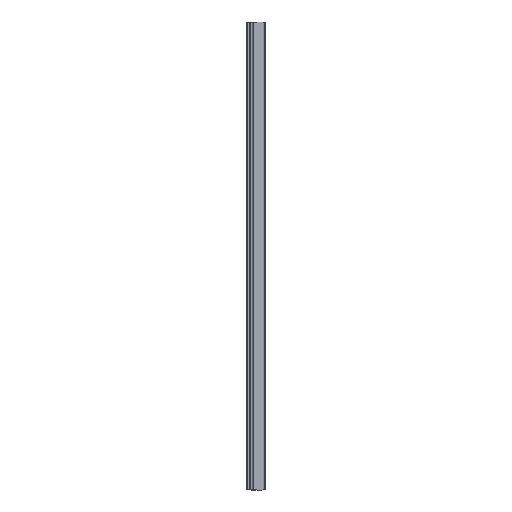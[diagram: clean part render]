
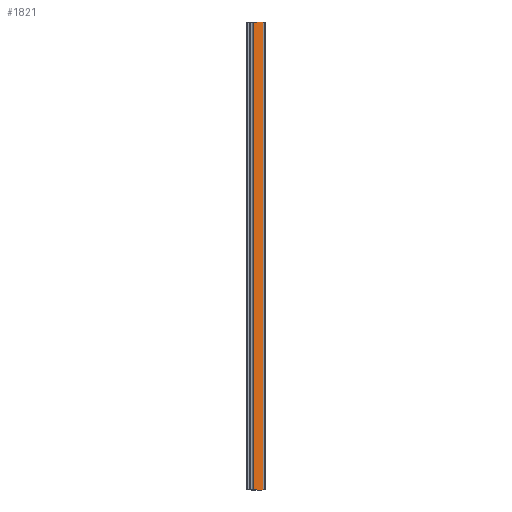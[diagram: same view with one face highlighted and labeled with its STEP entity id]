
A CAD part, top view. The second image highlights one B-rep face of the part: STEP entity #1821.
In plain terms, the highlighted free-form (B-spline) face has degree [1, 1] with [2, 2] control points.
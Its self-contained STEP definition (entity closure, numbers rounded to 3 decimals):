
#66=CARTESIAN_POINT('',(2.955,0.0,14.313));
#67=VERTEX_POINT('',#66);
#81=CARTESIAN_POINT('',(-1.043,0.0,17.923));
#82=VERTEX_POINT('',#81);
#83=CARTESIAN_POINT('',(-1.043,0.0,17.923));
#84=CARTESIAN_POINT('',(2.955,0.0,14.313));
#85=QUASI_UNIFORM_CURVE('',1,(#83,#84),.UNSPECIFIED.,.F.,.U.);
#86=EDGE_CURVE('',#82,#67,#85,.T.);
#1364=CARTESIAN_POINT('',(-1.043,200.0,17.923));
#1365=VERTEX_POINT('',#1364);
#1381=CARTESIAN_POINT('',(2.955,200.0,14.313));
#1382=VERTEX_POINT('',#1381);
#1383=CARTESIAN_POINT('',(-1.043,200.0,17.923));
#1384=CARTESIAN_POINT('',(2.955,200.0,14.313));
#1385=QUASI_UNIFORM_CURVE('',1,(#1383,#1384),.UNSPECIFIED.,.F.,.U.);
#1386=EDGE_CURVE('',#1365,#1382,#1385,.T.);
#1654=CARTESIAN_POINT('',(2.955,200.0,14.313));
#1655=CARTESIAN_POINT('',(2.955,0.0,14.313));
#1656=QUASI_UNIFORM_CURVE('',1,(#1654,#1655),.UNSPECIFIED.,.F.,.U.);
#1657=EDGE_CURVE('',#1382,#67,#1656,.T.);
#1806=CARTESIAN_POINT('',(3.155,-9.99,14.133));
#1807=CARTESIAN_POINT('',(-1.243,-9.99,18.103));
#1808=CARTESIAN_POINT('',(3.155,209.99,14.133));
#1809=CARTESIAN_POINT('',(-1.243,209.99,18.103));
#1810=B_SPLINE_SURFACE_WITH_KNOTS('',1,1,((#1806,#1808),(#1807,#1809)),.UNSPECIFIED.,.F.,.F.,.U.,(2,2),(2,2),(0.0,5.924),(0.0,219.98),.UNSPECIFIED.);
#1811=ORIENTED_EDGE('',*,*,#86,.T.);
#1812=ORIENTED_EDGE('',*,*,#1657,.F.);
#1813=ORIENTED_EDGE('',*,*,#1386,.F.);
#1814=CARTESIAN_POINT('',(-1.043,200.0,17.923));
#1815=CARTESIAN_POINT('',(-1.043,0.0,17.923));
#1816=QUASI_UNIFORM_CURVE('',1,(#1814,#1815),.UNSPECIFIED.,.F.,.U.);
#1817=EDGE_CURVE('',#1365,#82,#1816,.T.);
#1818=ORIENTED_EDGE('',*,*,#1817,.T.);
#1819=EDGE_LOOP('',(#1811,#1812,#1813,#1818));
#1820=FACE_OUTER_BOUND('',#1819,.T.);
#1821=ADVANCED_FACE('',(#1820),#1810,.F.);
